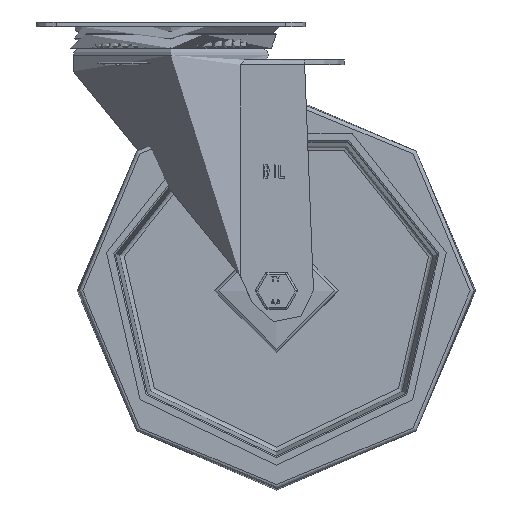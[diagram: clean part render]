
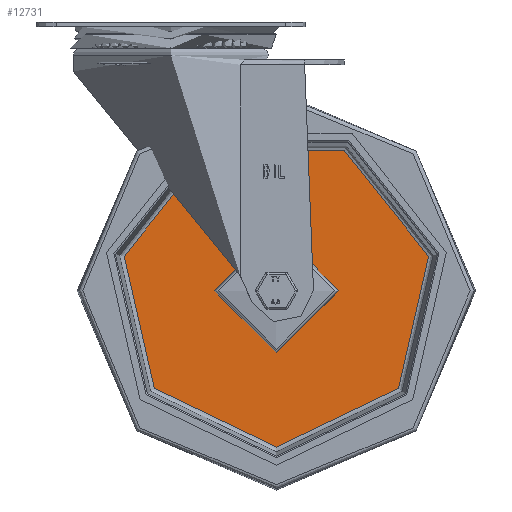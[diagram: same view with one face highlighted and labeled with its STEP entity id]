
A CAD part, front view. The second image highlights one B-rep face of the part: STEP entity #12731.
In plain terms, the highlighted planar face has unit normal (0, -1, 0).
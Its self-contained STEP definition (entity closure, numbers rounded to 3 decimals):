
#650=FACE_BOUND('',#2689,.T.);
#868=PLANE('',#13908);
#1877=FACE_OUTER_BOUND('',#2688,.T.);
#2688=EDGE_LOOP('',(#9519));
#2689=EDGE_LOOP('',(#9520));
#5164=CIRCLE('',#13864,78.345);
#5165=CIRCLE('',#13866,29.75);
#5790=VERTEX_POINT('',#21890);
#5791=VERTEX_POINT('',#21894);
#7170=EDGE_CURVE('',#5790,#5790,#5164,.T.);
#7171=EDGE_CURVE('',#5791,#5791,#5165,.T.);
#9519=ORIENTED_EDGE('',*,*,#7170,.F.);
#9520=ORIENTED_EDGE('',*,*,#7171,.T.);
#12731=ADVANCED_FACE('',(#1877,#650),#868,.T.);
#13864=AXIS2_PLACEMENT_3D('',#21892,#15587,#15588);
#13866=AXIS2_PLACEMENT_3D('',#21895,#15591,#15592);
#13908=AXIS2_PLACEMENT_3D('',#21964,#15683,#15684);
#15587=DIRECTION('center_axis',(0.,1.,0.));
#15588=DIRECTION('ref_axis',(0.,0.,1.));
#15591=DIRECTION('center_axis',(0.,1.,0.));
#15592=DIRECTION('ref_axis',(0.,0.,1.));
#15683=DIRECTION('center_axis',(0.,-1.,0.));
#15684=DIRECTION('ref_axis',(0.,0.,-1.));
#21890=CARTESIAN_POINT('',(0.,-3.25,-78.345));
#21892=CARTESIAN_POINT('Origin',(0.,-3.25,0.));
#21894=CARTESIAN_POINT('',(0.,-3.25,-29.75));
#21895=CARTESIAN_POINT('Origin',(0.,-3.25,0.));
#21964=CARTESIAN_POINT('Origin',(0.,-3.25,54.048));
